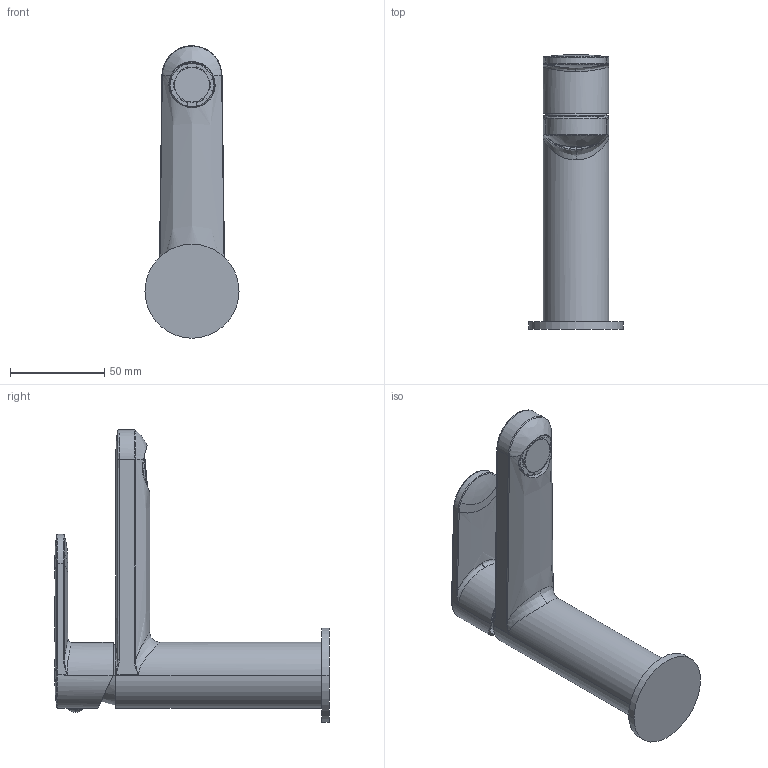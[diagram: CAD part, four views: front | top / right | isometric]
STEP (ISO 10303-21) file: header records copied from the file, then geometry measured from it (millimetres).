
FILE_DESCRIPTION((''),'2;1');
FILE_NAME('CA071CR_SW0001','2020-10-20T15:51:16',('ut2'),('PAFFONI SpA'),'CREO PARAMETRIC BY PTC INC, 2020044','CREO PARAMETRIC BY PTC INC, 2020044','');
FILE_SCHEMA(('CONFIG_CONTROL_DESIGN','SHAPE_APPEARANCE_LAYERS_GROUPS'));
Length unit declared in the file: millimetre
Products named in the file (1): CA071CR_SW0001
Bounding box: 50 x 145.92 x 155.5 mm (x, y, z)
Volume: 98666.6 mm3; surface area: 64778.3 mm2
Topology: 2 solids, 2 shells, 471 faces, 1103 edges, 651 vertices
Faces by surface type: cylinder 145, bspline 122, plane 104, cone 59, torus 37, sphere 4
Entity records: 26569 total; most frequent: CARTESIAN_POINT 12105, ORIENTED_EDGE 2190, DIRECTION 1945, EDGE_CURVE 1095, AXIS2_PLACEMENT_3D 800, FILL_AREA_STYLE_COLOUR 693, FILL_AREA_STYLE 693, SURFACE_STYLE_FILL_AREA 693
